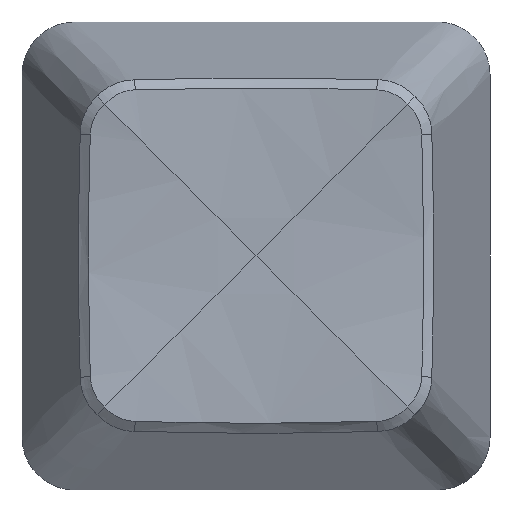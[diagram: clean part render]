
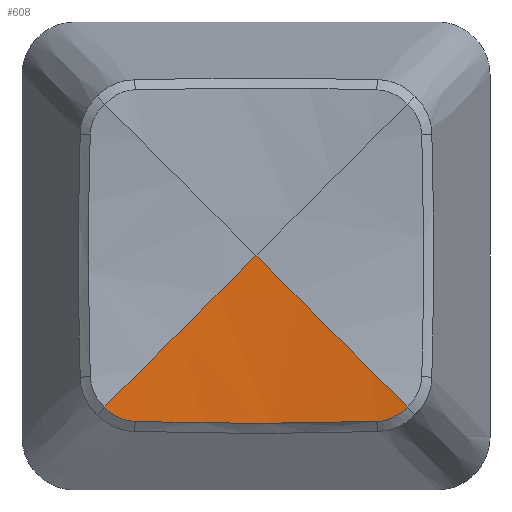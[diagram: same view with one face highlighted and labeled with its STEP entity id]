
A CAD part, top view. The second image highlights one B-rep face of the part: STEP entity #608.
In plain terms, the highlighted cylindrical face has radius 42.5 mm (diameter 85 mm), a partial arc.
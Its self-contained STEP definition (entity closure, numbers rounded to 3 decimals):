
#36=ELLIPSE('',#646,60.104,42.5);
#37=ELLIPSE('',#647,60.104,42.5);
#40=CYLINDRICAL_SURFACE('',#645,42.5);
#137=FACE_OUTER_BOUND('',#172,.T.);
#172=EDGE_LOOP('',(#447,#448,#449,#450,#451));
#198=(
BOUNDED_CURVE()
B_SPLINE_CURVE(3,(#840,#841,#842,#843,#844,#845),.UNSPECIFIED.,.F.,.F.)
B_SPLINE_CURVE_WITH_KNOTS((4,2,4),(-0.001,0.094,
0.163),.UNSPECIFIED.)
CURVE()
GEOMETRIC_REPRESENTATION_ITEM()
RATIONAL_B_SPLINE_CURVE((1.,1.,1.,1.,1.,1.))
REPRESENTATION_ITEM('')
);
#200=(
BOUNDED_CURVE()
B_SPLINE_CURVE(3,(#1703,#1704,#1705,#1706,#1707,#1708,#1709,#1710),
 .UNSPECIFIED.,.F.,.F.)
B_SPLINE_CURVE_WITH_KNOTS((4,2,2,4),(1.111,1.116,
1.188,1.274),.UNSPECIFIED.)
CURVE()
GEOMETRIC_REPRESENTATION_ITEM()
RATIONAL_B_SPLINE_CURVE((1.,1.,1.,1.,1.,1.,1.,1.))
REPRESENTATION_ITEM('')
);
#204=B_SPLINE_CURVE_WITH_KNOTS('',3,(#879,#880,#881,#882,#883,#884,#885,
#886),.UNSPECIFIED.,.F.,.F.,(4,1,1,1,1,4),(0.163,0.23,
0.298,0.434,0.705,1.111),
 .UNSPECIFIED.);
#245=VERTEX_POINT('',#810);
#247=VERTEX_POINT('',#826);
#248=VERTEX_POINT('',#878);
#268=VERTEX_POINT('',#1644);
#269=VERTEX_POINT('',#1720);
#309=EDGE_CURVE('',#247,#245,#198,.T.);
#310=EDGE_CURVE('',#245,#248,#204,.T.);
#341=EDGE_CURVE('',#248,#268,#200,.T.);
#343=EDGE_CURVE('',#247,#269,#36,.T.);
#344=EDGE_CURVE('',#269,#268,#37,.T.);
#447=ORIENTED_EDGE('',*,*,#309,.F.);
#448=ORIENTED_EDGE('',*,*,#343,.T.);
#449=ORIENTED_EDGE('',*,*,#344,.T.);
#450=ORIENTED_EDGE('',*,*,#341,.F.);
#451=ORIENTED_EDGE('',*,*,#310,.F.);
#608=ADVANCED_FACE('',(#137),#40,.F.);
#645=AXIS2_PLACEMENT_3D('',#1719,#675,#676);
#646=AXIS2_PLACEMENT_3D('',#1721,#677,#678);
#647=AXIS2_PLACEMENT_3D('',#1722,#679,#680);
#675=DIRECTION('center_axis',(0.,1.,0.));
#676=DIRECTION('ref_axis',(0.153,0.,-0.988));
#677=DIRECTION('center_axis',(0.707,0.707,0.));
#678=DIRECTION('ref_axis',(0.707,-0.707,0.));
#679=DIRECTION('center_axis',(-0.707,0.707,0.));
#680=DIRECTION('ref_axis',(-0.707,-0.707,0.));
#810=CARTESIAN_POINT('',(-63.439,-6.27,8.245));
#826=CARTESIAN_POINT('',(-62.274,-5.726,8.387));
#840=CARTESIAN_POINT('Ctrl Pts',(-62.274,-5.726,8.387));
#841=CARTESIAN_POINT('Ctrl Pts',(-62.457,-5.925,8.363));
#842=CARTESIAN_POINT('Ctrl Pts',(-62.685,-6.08,8.333));
#843=CARTESIAN_POINT('Ctrl Pts',(-63.116,-6.238,8.281));
#844=CARTESIAN_POINT('Ctrl Pts',(-63.254,-6.265,8.265));
#845=CARTESIAN_POINT('Ctrl Pts',(-63.439,-6.27,8.245));
#878=CARTESIAN_POINT('',(-72.561,-6.27,8.245));
#879=CARTESIAN_POINT('Ctrl Pts',(-63.439,-6.27,8.245));
#880=CARTESIAN_POINT('Ctrl Pts',(-63.639,-6.276,8.224));
#881=CARTESIAN_POINT('Ctrl Pts',(-64.082,-6.289,8.179));
#882=CARTESIAN_POINT('Ctrl Pts',(-64.945,-6.309,8.106));
#883=CARTESIAN_POINT('Ctrl Pts',(-66.471,-6.335,8.012));
#884=CARTESIAN_POINT('Ctrl Pts',(-69.084,-6.346,7.972));
#885=CARTESIAN_POINT('Ctrl Pts',(-71.262,-6.309,8.105));
#886=CARTESIAN_POINT('Ctrl Pts',(-72.561,-6.27,8.245));
#1644=CARTESIAN_POINT('',(-73.726,-5.726,8.387));
#1703=CARTESIAN_POINT('Ctrl Pts',(-72.561,-6.27,8.245));
#1704=CARTESIAN_POINT('Ctrl Pts',(-72.573,-6.27,8.247));
#1705=CARTESIAN_POINT('Ctrl Pts',(-72.585,-6.269,8.248));
#1706=CARTESIAN_POINT('Ctrl Pts',(-72.79,-6.259,8.27));
#1707=CARTESIAN_POINT('Ctrl Pts',(-72.98,-6.213,8.292));
#1708=CARTESIAN_POINT('Ctrl Pts',(-73.372,-6.04,8.34));
#1709=CARTESIAN_POINT('Ctrl Pts',(-73.566,-5.9,8.366));
#1710=CARTESIAN_POINT('Ctrl Pts',(-73.726,-5.726,8.387));
#1719=CARTESIAN_POINT('Origin',(-68.,0.,50.5));
#1720=CARTESIAN_POINT('',(-68.,0.,8.));
#1721=CARTESIAN_POINT('Origin',(-68.,0.,50.5));
#1722=CARTESIAN_POINT('Origin',(-68.,0.,50.5));
